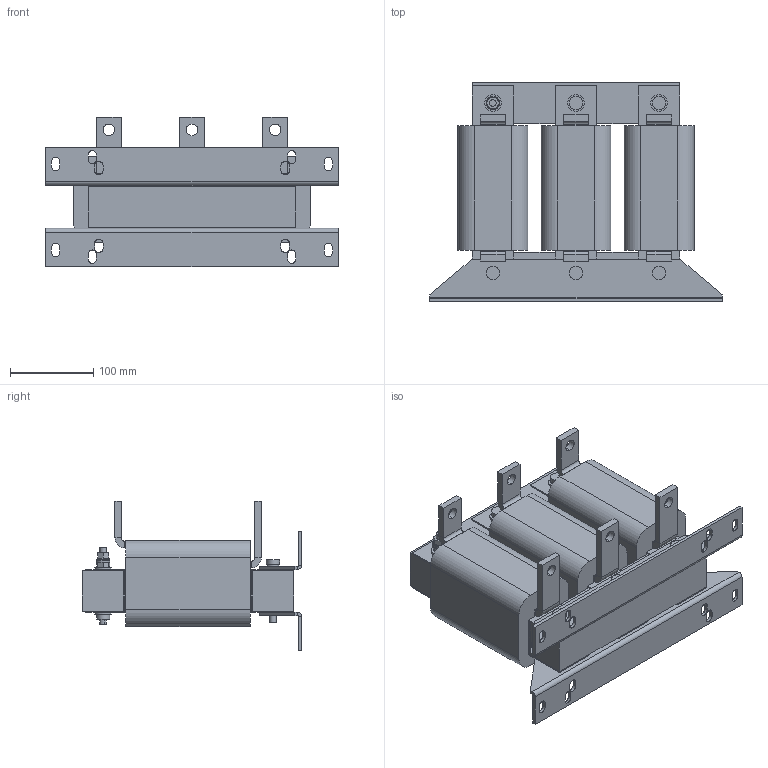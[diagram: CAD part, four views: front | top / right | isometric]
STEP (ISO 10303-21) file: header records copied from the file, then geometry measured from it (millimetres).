
FILE_DESCRIPTION (( 'STEP AP214' ), '1' );
FILE_NAME ('913876.STEP', '2024-07-04T12:04:07', ( '' ), ( '' ), 'SwSTEP 2.0', 'SolidWorks 2022', '' );
FILE_SCHEMA (( 'AUTOMOTIVE_DESIGN' ));
Length unit declared in the file: millimetre
Products named in the file (1): 913876
Bounding box: 352 x 263.7 x 179.5 mm (x, y, z)
Volume: 5383574.9 mm3; surface area: 454887.5 mm2
Topology: 1 solids, 1 shells, 420 faces, 1048 edges, 646 vertices
Faces by surface type: plane 292, cylinder 128
Entity records: 12448 total; most frequent: DIRECTION 2156, CARTESIAN_POINT 2115, ORIENTED_EDGE 2096, EDGE_CURVE 1048, LINE 782, VECTOR 782, AXIS2_PLACEMENT_3D 687, VERTEX_POINT 646
